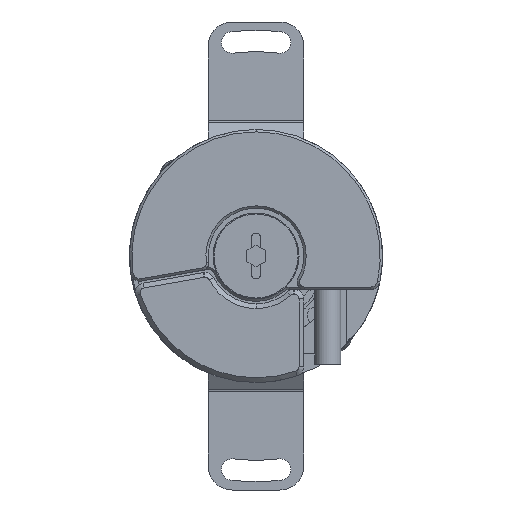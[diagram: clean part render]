
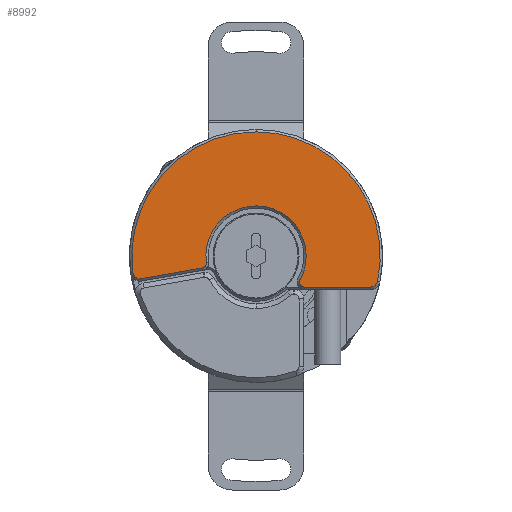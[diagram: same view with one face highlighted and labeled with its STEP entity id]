
A CAD part, front view. The second image highlights one B-rep face of the part: STEP entity #8992.
In plain terms, the highlighted planar face has unit normal (0, -1, 0).
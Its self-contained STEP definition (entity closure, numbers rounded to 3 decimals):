
#1451 = CARTESIAN_POINT ( 'NONE',  ( 23.984, -39.3, -6.5 ) ) ;
#1568 = CARTESIAN_POINT ( 'NONE',  ( -11.401, -39.3, -1.503 ) ) ;
#1941 = DIRECTION ( 'NONE',  ( 0., 0., -1. ) ) ;
#1985 = ORIENTED_EDGE ( 'NONE', *, *, #11702, .T. ) ;
#2306 = AXIS2_PLACEMENT_3D ( 'NONE', #11349, #9001, #4437 ) ;
#2382 = LINE ( 'NONE', #8333, #20522 ) ;
#2685 = ORIENTED_EDGE ( 'NONE', *, *, #13035, .T. ) ;
#3842 = DIRECTION ( 'NONE',  ( 0., 0., -1. ) ) ;
#4340 = AXIS2_PLACEMENT_3D ( 'NONE', #5478, #24113, #24203 ) ;
#4437 = DIRECTION ( 'NONE',  ( 0., 0., -1. ) ) ;
#5086 = CIRCLE ( 'NONE', #14150, 1. ) ;
#5268 = EDGE_CURVE ( 'NONE', #7443, #10091, #23323, .T. ) ;
#5478 = CARTESIAN_POINT ( 'NONE',  ( 0., -39.3, 0. ) ) ;
#6225 = CARTESIAN_POINT ( 'NONE',  ( 25.453, -39.3, -5.306 ) ) ;
#6482 = VERTEX_POINT ( 'NONE', #20973 ) ;
#6805 = DIRECTION ( 'NONE',  ( 0., 0., -1. ) ) ;
#6834 = EDGE_CURVE ( 'NONE', #10091, #12232, #13716, .T. ) ;
#7175 = CARTESIAN_POINT ( 'NONE',  ( -11.228, -39.3, -2.487 ) ) ;
#7443 = VERTEX_POINT ( 'NONE', #7175 ) ;
#7481 = VERTEX_POINT ( 'NONE', #23372 ) ;
#7681 = CARTESIAN_POINT ( 'NONE',  ( 9.221, -39.3, -5.022 ) ) ;
#7873 = EDGE_CURVE ( 'NONE', #11070, #7443, #22541, .T. ) ;
#8333 = CARTESIAN_POINT ( 'NONE',  ( 23.984, -39.3, -6.5 ) ) ;
#8399 = DIRECTION ( 'NONE',  ( 0., -1., 0. ) ) ;
#8419 = EDGE_LOOP ( 'NONE', ( #15036, #11872, #1985, #2685, #15152, #21936, #23508, #17230, #21922 ) ) ;
#8756 = DIRECTION ( 'NONE',  ( 0., -1., 0. ) ) ;
#8992 = ADVANCED_FACE ( 'NONE', ( #21378 ), #17651, .T. ) ;
#9001 = DIRECTION ( 'NONE',  ( 0., -1., 0. ) ) ;
#9337 = AXIS2_PLACEMENT_3D ( 'NONE', #29792, #15839, #1941 ) ;
#9959 = AXIS2_PLACEMENT_3D ( 'NONE', #17989, #8756, #15560 ) ;
#10091 = VERTEX_POINT ( 'NONE', #20467 ) ;
#11070 = VERTEX_POINT ( 'NONE', #17343 ) ;
#11349 = CARTESIAN_POINT ( 'NONE',  ( 0., -39.3, 0. ) ) ;
#11702 = EDGE_CURVE ( 'NONE', #12232, #6482, #5086, .T. ) ;
#11872 = ORIENTED_EDGE ( 'NONE', *, *, #6834, .T. ) ;
#12232 = VERTEX_POINT ( 'NONE', #7681 ) ;
#12464 = CARTESIAN_POINT ( 'NONE',  ( 0., -39.3, 26. ) ) ;
#13035 = EDGE_CURVE ( 'NONE', #6482, #26055, #2382, .T. ) ;
#13716 = CIRCLE ( 'NONE', #4340, 10.5 ) ;
#13737 = EDGE_CURVE ( 'NONE', #19496, #7481, #19699, .T. ) ;
#14150 = AXIS2_PLACEMENT_3D ( 'NONE', #26892, #8399, #3842 ) ;
#15036 = ORIENTED_EDGE ( 'NONE', *, *, #5268, .T. ) ;
#15152 = ORIENTED_EDGE ( 'NONE', *, *, #30097, .T. ) ;
#15391 = DIRECTION ( 'NONE',  ( 0., -1., 0. ) ) ;
#15560 = DIRECTION ( 'NONE',  ( 0., 0., -1. ) ) ;
#15839 = DIRECTION ( 'NONE',  ( 0., -1., 0. ) ) ;
#15848 = CARTESIAN_POINT ( 'NONE',  ( -11.228, -39.3, -2.487 ) ) ;
#16436 = CIRCLE ( 'NONE', #9959, 1.5 ) ;
#17230 = ORIENTED_EDGE ( 'NONE', *, *, #25076, .T. ) ;
#17340 = DIRECTION ( 'NONE',  ( 0., 0., -1. ) ) ;
#17343 = CARTESIAN_POINT ( 'NONE',  ( -24.021, -39.3, -4.743 ) ) ;
#17651 = PLANE ( 'NONE',  #24762 ) ;
#17989 = CARTESIAN_POINT ( 'NONE',  ( 23.984, -39.3, -5. ) ) ;
#18185 = CIRCLE ( 'NONE', #2306, 26. ) ;
#18325 = CIRCLE ( 'NONE', #9337, 1.5 ) ;
#18331 = CARTESIAN_POINT ( 'NONE',  ( 0., -39.3, 0. ) ) ;
#19496 = VERTEX_POINT ( 'NONE', #12464 ) ;
#19699 = CIRCLE ( 'NONE', #24868, 26. ) ;
#19980 = DIRECTION ( 'NONE',  ( 1., 0., 0. ) ) ;
#19984 = DIRECTION ( 'NONE',  ( 0., -1., 0. ) ) ;
#20085 = CARTESIAN_POINT ( 'NONE',  ( 6.982, -39.3, -8.5 ) ) ;
#20467 = CARTESIAN_POINT ( 'NONE',  ( -10.41, -39.3, -1.372 ) ) ;
#20522 = VECTOR ( 'NONE', #19980, 1000. ) ;
#20615 = DIRECTION ( 'NONE',  ( 0.985, 0., 0.174 ) ) ;
#20679 = DIRECTION ( 'NONE',  ( 0., -1., 0. ) ) ;
#20973 = CARTESIAN_POINT ( 'NONE',  ( 10.1, -39.3, -6.5 ) ) ;
#21378 = FACE_OUTER_BOUND ( 'NONE', #8419, .T. ) ;
#21922 = ORIENTED_EDGE ( 'NONE', *, *, #7873, .T. ) ;
#21936 = ORIENTED_EDGE ( 'NONE', *, *, #24592, .T. ) ;
#22541 = LINE ( 'NONE', #15848, #28045 ) ;
#23323 = CIRCLE ( 'NONE', #28365, 1. ) ;
#23372 = CARTESIAN_POINT ( 'NONE',  ( -25.768, -39.3, -3.466 ) ) ;
#23508 = ORIENTED_EDGE ( 'NONE', *, *, #13737, .T. ) ;
#24113 = DIRECTION ( 'NONE',  ( 0., 1., 0. ) ) ;
#24203 = DIRECTION ( 'NONE',  ( 0., 0., -1. ) ) ;
#24592 = EDGE_CURVE ( 'NONE', #30093, #19496, #18185, .T. ) ;
#24762 = AXIS2_PLACEMENT_3D ( 'NONE', #20085, #19984, #17340 ) ;
#24868 = AXIS2_PLACEMENT_3D ( 'NONE', #18331, #20679, #6805 ) ;
#25076 = EDGE_CURVE ( 'NONE', #7481, #11070, #18325, .T. ) ;
#26055 = VERTEX_POINT ( 'NONE', #1451 ) ;
#26892 = CARTESIAN_POINT ( 'NONE',  ( 10.1, -39.3, -5.5 ) ) ;
#27073 = DIRECTION ( 'NONE',  ( 0., 0., -1. ) ) ;
#28045 = VECTOR ( 'NONE', #20615, 1000. ) ;
#28365 = AXIS2_PLACEMENT_3D ( 'NONE', #1568, #15391, #27073 ) ;
#29792 = CARTESIAN_POINT ( 'NONE',  ( -24.281, -39.3, -3.266 ) ) ;
#30093 = VERTEX_POINT ( 'NONE', #6225 ) ;
#30097 = EDGE_CURVE ( 'NONE', #26055, #30093, #16436, .T. ) ;
